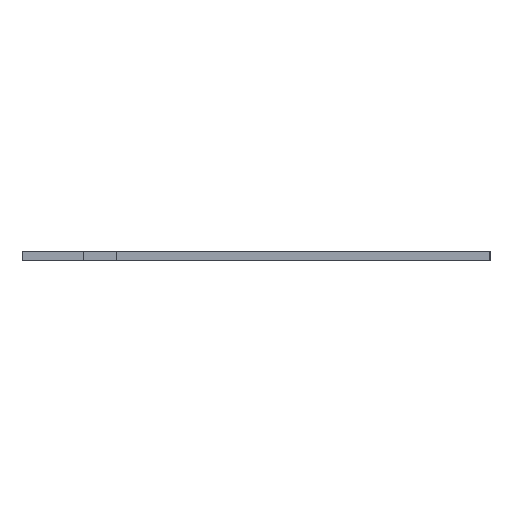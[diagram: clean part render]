
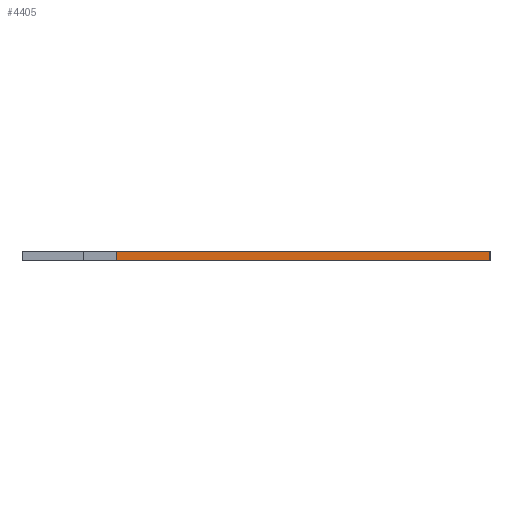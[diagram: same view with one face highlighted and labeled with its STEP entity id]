
A CAD part, left-side view. The second image highlights one B-rep face of the part: STEP entity #4405.
In plain terms, the highlighted planar face has unit normal (-1, 0, 0).
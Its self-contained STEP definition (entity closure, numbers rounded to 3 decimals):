
#192 = VERTEX_POINT('',#193);
#193 = CARTESIAN_POINT('',(79.,-143.,0.));
#199 = EDGE_CURVE('',#192,#200,#202,.T.);
#200 = VERTEX_POINT('',#201);
#201 = CARTESIAN_POINT('',(79.,-82.4,0.));
#202 = LINE('',#203,#204);
#203 = CARTESIAN_POINT('',(79.,-143.,0.));
#204 = VECTOR('',#205,1.);
#205 = DIRECTION('',(0.,1.,0.));
#2241 = VERTEX_POINT('',#2242);
#2242 = CARTESIAN_POINT('',(79.,-143.,1.6));
#2248 = EDGE_CURVE('',#2241,#2249,#2251,.T.);
#2249 = VERTEX_POINT('',#2250);
#2250 = CARTESIAN_POINT('',(79.,-82.4,1.6));
#2251 = LINE('',#2252,#2253);
#2252 = CARTESIAN_POINT('',(79.,-143.,1.6));
#2253 = VECTOR('',#2254,1.);
#2254 = DIRECTION('',(0.,1.,0.));
#4375 = EDGE_CURVE('',#200,#2249,#4376,.T.);
#4376 = LINE('',#4377,#4378);
#4377 = CARTESIAN_POINT('',(79.,-82.4,0.));
#4378 = VECTOR('',#4379,1.);
#4379 = DIRECTION('',(0.,0.,1.));
#4405 = ADVANCED_FACE('',(#4406),#4417,.T.);
#4406 = FACE_BOUND('',#4407,.T.);
#4407 = EDGE_LOOP('',(#4408,#4414,#4415,#4416));
#4408 = ORIENTED_EDGE('',*,*,#4409,.T.);
#4409 = EDGE_CURVE('',#192,#2241,#4410,.T.);
#4410 = LINE('',#4411,#4412);
#4411 = CARTESIAN_POINT('',(79.,-143.,0.));
#4412 = VECTOR('',#4413,1.);
#4413 = DIRECTION('',(0.,0.,1.));
#4414 = ORIENTED_EDGE('',*,*,#2248,.T.);
#4415 = ORIENTED_EDGE('',*,*,#4375,.F.);
#4416 = ORIENTED_EDGE('',*,*,#199,.F.);
#4417 = PLANE('',#4418);
#4418 = AXIS2_PLACEMENT_3D('',#4419,#4420,#4421);
#4419 = CARTESIAN_POINT('',(79.,-143.,0.));
#4420 = DIRECTION('',(-1.,0.,0.));
#4421 = DIRECTION('',(0.,1.,0.));
